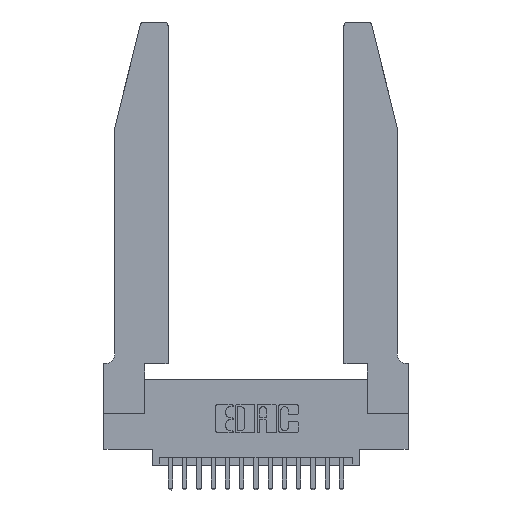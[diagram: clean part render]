
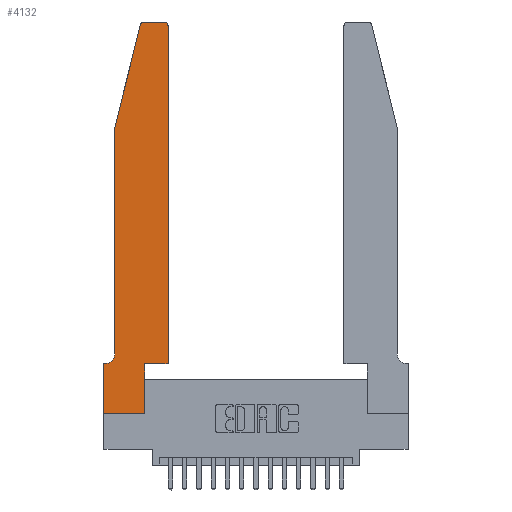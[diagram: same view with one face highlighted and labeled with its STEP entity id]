
A CAD part, top view. The second image highlights one B-rep face of the part: STEP entity #4132.
In plain terms, the highlighted planar face has unit normal (0, 0, 1).
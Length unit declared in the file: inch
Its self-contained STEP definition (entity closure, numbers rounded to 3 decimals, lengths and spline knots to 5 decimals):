
#101 = VERTEX_POINT ( 'NONE', #16419 ) ;
#329 = VECTOR ( 'NONE', #3051, 39.37008 ) ;
#392 = DIRECTION ( 'NONE',  ( -1., 0., 0. ) ) ;
#679 = EDGE_CURVE ( 'NONE', #9440, #13381, #11621, .T. ) ;
#756 = CARTESIAN_POINT ( 'NONE',  ( 0., 0., 0.37 ) ) ;
#1203 = DIRECTION ( 'NONE',  ( 0., 1., 0. ) ) ;
#1329 = VERTEX_POINT ( 'NONE', #3178 ) ;
#1424 = EDGE_CURVE ( 'NONE', #13381, #3979, #11344, .T. ) ;
#1707 = VECTOR ( 'NONE', #2159, 39.37008 ) ;
#1951 = VECTOR ( 'NONE', #14632, 39.37008 ) ;
#2035 = CIRCLE ( 'NONE', #13196, 0.03 ) ;
#2118 = CARTESIAN_POINT ( 'NONE',  ( 0., 0.35, 0.37 ) ) ;
#2159 = DIRECTION ( 'NONE',  ( -1., 0., 0. ) ) ;
#2500 = CARTESIAN_POINT ( 'NONE',  ( 0.4505, 0.35, 0.37 ) ) ;
#2845 = ORIENTED_EDGE ( 'NONE', *, *, #10855, .T. ) ;
#3051 = DIRECTION ( 'NONE',  ( 0., -1., 0. ) ) ;
#3178 = CARTESIAN_POINT ( 'NONE',  ( 0.0755, 2., 0.37 ) ) ;
#3489 = EDGE_CURVE ( 'NONE', #6828, #13055, #17701, .T. ) ;
#3777 = VECTOR ( 'NONE', #15681, 39.37008 ) ;
#3887 = LINE ( 'NONE', #7274, #329 ) ;
#3979 = VERTEX_POINT ( 'NONE', #17686 ) ;
#3991 = CARTESIAN_POINT ( 'NONE',  ( 0.25487, 2.72718, 0.37 ) ) ;
#4036 = CARTESIAN_POINT ( 'NONE',  ( 0.0055, 0.35, 0.37 ) ) ;
#4126 = AXIS2_PLACEMENT_3D ( 'NONE', #14024, #16706, #5092 ) ;
#4132 = ADVANCED_FACE ( 'NONE', ( #10210 ), #14954, .T. ) ;
#4511 = CARTESIAN_POINT ( 'NONE',  ( 0.284, 2.75, 0.37 ) ) ;
#4717 = CIRCLE ( 'NONE', #7645, 0.03 ) ;
#5084 = EDGE_LOOP ( 'NONE', ( #7364, #16644, #10222, #10039, #13780, #17133, #19091, #9096, #17849, #16654, #2845, #12556 ) ) ;
#5092 = DIRECTION ( 'NONE',  ( 1., 0., 0. ) ) ;
#5449 = CARTESIAN_POINT ( 'NONE',  ( 0.0755, 2., 0.37 ) ) ;
#5452 = CARTESIAN_POINT ( 'NONE',  ( 0.284, 2.72, 0.37 ) ) ;
#5770 = CARTESIAN_POINT ( 'NONE',  ( 0.2865, 0.35, 0.37 ) ) ;
#5803 = CARTESIAN_POINT ( 'NONE',  ( 0.4205, 2.72, 0.37 ) ) ;
#6177 = VERTEX_POINT ( 'NONE', #13246 ) ;
#6539 = VECTOR ( 'NONE', #14469, 39.37008 ) ;
#6828 = VERTEX_POINT ( 'NONE', #12281 ) ;
#6947 = DIRECTION ( 'NONE',  ( -0.239, -0.971, 0. ) ) ;
#6951 = DIRECTION ( 'NONE',  ( 1., 0., 0. ) ) ;
#7068 = EDGE_CURVE ( 'NONE', #12262, #16773, #2035, .T. ) ;
#7115 = VECTOR ( 'NONE', #17357, 39.37008 ) ;
#7274 = CARTESIAN_POINT ( 'NONE',  ( 0.0755, 2., 0.37 ) ) ;
#7292 = DIRECTION ( 'NONE',  ( 1., 0., 0. ) ) ;
#7364 = ORIENTED_EDGE ( 'NONE', *, *, #12891, .T. ) ;
#7645 = AXIS2_PLACEMENT_3D ( 'NONE', #5803, #16130, #7292 ) ;
#8140 = CARTESIAN_POINT ( 'NONE',  ( 0.0755, 0.35, 0.37 ) ) ;
#8975 = EDGE_CURVE ( 'NONE', #16773, #1329, #18392, .T. ) ;
#9096 = ORIENTED_EDGE ( 'NONE', *, *, #1424, .T. ) ;
#9180 = EDGE_CURVE ( 'NONE', #1329, #6177, #3887, .T. ) ;
#9355 = VERTEX_POINT ( 'NONE', #18140 ) ;
#9440 = VERTEX_POINT ( 'NONE', #2118 ) ;
#9453 = DIRECTION ( 'NONE',  ( 0., 0., -1. ) ) ;
#9816 = CARTESIAN_POINT ( 'NONE',  ( 0.2605, 2.75, 0.37 ) ) ;
#10039 = ORIENTED_EDGE ( 'NONE', *, *, #9180, .T. ) ;
#10210 = FACE_OUTER_BOUND ( 'NONE', #5084, .T. ) ;
#10222 = ORIENTED_EDGE ( 'NONE', *, *, #8975, .T. ) ;
#10595 = LINE ( 'NONE', #2500, #6539 ) ;
#10855 = EDGE_CURVE ( 'NONE', #13055, #101, #10595, .T. ) ;
#11023 = VECTOR ( 'NONE', #1203, 39.37008 ) ;
#11224 = VECTOR ( 'NONE', #6947, 39.37008 ) ;
#11344 = LINE ( 'NONE', #15405, #3777 ) ;
#11346 = DIRECTION ( 'NONE',  ( -1., 0., 0. ) ) ;
#11621 = LINE ( 'NONE', #17542, #7115 ) ;
#12117 = CIRCLE ( 'NONE', #18740, 0.07 ) ;
#12262 = VERTEX_POINT ( 'NONE', #4511 ) ;
#12281 = CARTESIAN_POINT ( 'NONE',  ( 0.2865, 0.35, 0.37 ) ) ;
#12556 = ORIENTED_EDGE ( 'NONE', *, *, #16250, .T. ) ;
#12581 = CARTESIAN_POINT ( 'NONE',  ( 0.4505, 0.35, 0.37 ) ) ;
#12891 = EDGE_CURVE ( 'NONE', #9355, #12262, #16397, .T. ) ;
#13055 = VERTEX_POINT ( 'NONE', #18902 ) ;
#13196 = AXIS2_PLACEMENT_3D ( 'NONE', #5452, #15802, #6951 ) ;
#13246 = CARTESIAN_POINT ( 'NONE',  ( 0.0755, 0.42, 0.37 ) ) ;
#13381 = VERTEX_POINT ( 'NONE', #756 ) ;
#13780 = ORIENTED_EDGE ( 'NONE', *, *, #13828, .T. ) ;
#13828 = EDGE_CURVE ( 'NONE', #6177, #17395, #12117, .T. ) ;
#14024 = CARTESIAN_POINT ( 'NONE',  ( 0., 0.35, 0.37 ) ) ;
#14450 = EDGE_CURVE ( 'NONE', #17395, #9440, #17452, .T. ) ;
#14469 = DIRECTION ( 'NONE',  ( 0., 1., 0. ) ) ;
#14632 = DIRECTION ( 'NONE',  ( 1., 0., 0. ) ) ;
#14954 = PLANE ( 'NONE',  #4126 ) ;
#15405 = CARTESIAN_POINT ( 'NONE',  ( 0., 0., 0.37 ) ) ;
#15488 = VECTOR ( 'NONE', #11346, 39.37008 ) ;
#15681 = DIRECTION ( 'NONE',  ( 1., 0., 0. ) ) ;
#15802 = DIRECTION ( 'NONE',  ( 0., 0., 1. ) ) ;
#16130 = DIRECTION ( 'NONE',  ( 0., 0., 1. ) ) ;
#16250 = EDGE_CURVE ( 'NONE', #101, #9355, #4717, .T. ) ;
#16397 = LINE ( 'NONE', #9816, #15488 ) ;
#16419 = CARTESIAN_POINT ( 'NONE',  ( 0.4505, 2.72, 0.37 ) ) ;
#16644 = ORIENTED_EDGE ( 'NONE', *, *, #7068, .T. ) ;
#16654 = ORIENTED_EDGE ( 'NONE', *, *, #3489, .T. ) ;
#16706 = DIRECTION ( 'NONE',  ( 0., 0., 1. ) ) ;
#16773 = VERTEX_POINT ( 'NONE', #3991 ) ;
#17133 = ORIENTED_EDGE ( 'NONE', *, *, #14450, .T. ) ;
#17357 = DIRECTION ( 'NONE',  ( 0., -1., 0. ) ) ;
#17395 = VERTEX_POINT ( 'NONE', #4036 ) ;
#17452 = LINE ( 'NONE', #8140, #1707 ) ;
#17542 = CARTESIAN_POINT ( 'NONE',  ( 0., 0., 0.37 ) ) ;
#17686 = CARTESIAN_POINT ( 'NONE',  ( 0.2865, 0., 0.37 ) ) ;
#17701 = LINE ( 'NONE', #12581, #1951 ) ;
#17849 = ORIENTED_EDGE ( 'NONE', *, *, #18451, .T. ) ;
#18140 = CARTESIAN_POINT ( 'NONE',  ( 0.4205, 2.75, 0.37 ) ) ;
#18143 = CARTESIAN_POINT ( 'NONE',  ( 0.0055, 0.42, 0.37 ) ) ;
#18392 = LINE ( 'NONE', #5449, #11224 ) ;
#18451 = EDGE_CURVE ( 'NONE', #3979, #6828, #18635, .T. ) ;
#18635 = LINE ( 'NONE', #5770, #11023 ) ;
#18740 = AXIS2_PLACEMENT_3D ( 'NONE', #18143, #9453, #392 ) ;
#18902 = CARTESIAN_POINT ( 'NONE',  ( 0.4505, 0.35, 0.37 ) ) ;
#19091 = ORIENTED_EDGE ( 'NONE', *, *, #679, .T. ) ;
